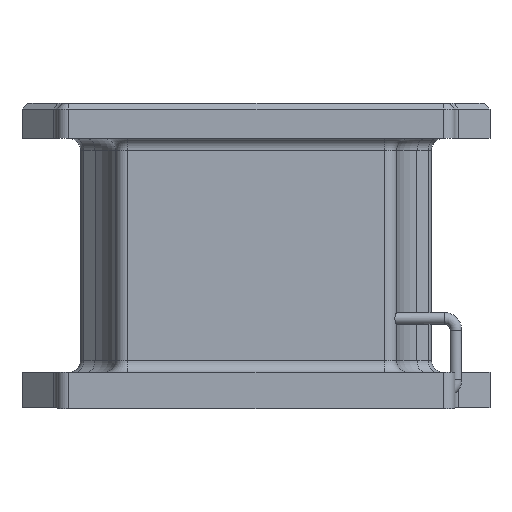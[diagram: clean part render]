
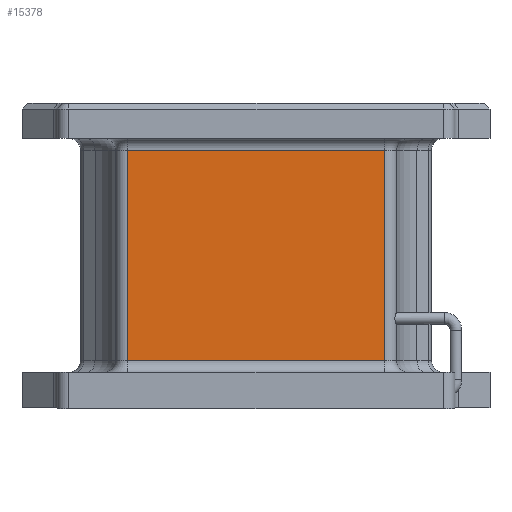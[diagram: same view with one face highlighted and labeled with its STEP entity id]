
A CAD part, front view. The second image highlights one B-rep face of the part: STEP entity #15378.
In plain terms, the highlighted planar face has unit normal (0, -1, 0).
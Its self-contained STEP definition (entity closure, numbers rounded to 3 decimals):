
#606 = LINE ( 'NONE', #5503, #10982 ) ;
#709 = CARTESIAN_POINT ( 'NONE',  ( -1.2, -1.5, 2.602 ) ) ;
#913 = DIRECTION ( 'NONE',  ( 0., 0., -1. ) ) ;
#965 = ORIENTED_EDGE ( 'NONE', *, *, #13530, .T. ) ;
#1111 = VERTEX_POINT ( 'NONE', #10054 ) ;
#2514 = DIRECTION ( 'NONE',  ( 0., 0., 1. ) ) ;
#2519 = VECTOR ( 'NONE', #5573, 1000. ) ;
#2753 = DIRECTION ( 'NONE',  ( 1., 0., 0. ) ) ;
#3427 = VERTEX_POINT ( 'NONE', #17534 ) ;
#3827 = VECTOR ( 'NONE', #913, 1000. ) ;
#4458 = CARTESIAN_POINT ( 'NONE',  ( -1.2, -1.5, 0.4 ) ) ;
#5458 = LINE ( 'NONE', #8892, #2519 ) ;
#5503 = CARTESIAN_POINT ( 'NONE',  ( -1.1, -1.5, 2.2 ) ) ;
#5573 = DIRECTION ( 'NONE',  ( 0., 0., 1. ) ) ;
#5711 = VECTOR ( 'NONE', #2753, 1000. ) ;
#6476 = CARTESIAN_POINT ( 'NONE',  ( 1.1, -1.5, 0.4 ) ) ;
#6729 = ORIENTED_EDGE ( 'NONE', *, *, #11152, .T. ) ;
#6958 = ORIENTED_EDGE ( 'NONE', *, *, #20785, .T. ) ;
#7445 = LINE ( 'NONE', #19299, #3827 ) ;
#8892 = CARTESIAN_POINT ( 'NONE',  ( 1.1, -1.5, 2.602 ) ) ;
#10054 = CARTESIAN_POINT ( 'NONE',  ( -1.1, -1.5, 2.2 ) ) ;
#10982 = VECTOR ( 'NONE', #18659, 1000. ) ;
#11152 = EDGE_CURVE ( 'NONE', #1111, #15639, #7445, .T. ) ;
#11891 = DIRECTION ( 'NONE',  ( 0., 1., 0. ) ) ;
#12181 = EDGE_LOOP ( 'NONE', ( #6958, #12545, #6729, #965 ) ) ;
#12545 = ORIENTED_EDGE ( 'NONE', *, *, #15439, .T. ) ;
#13201 = FACE_OUTER_BOUND ( 'NONE', #12181, .T. ) ;
#13530 = EDGE_CURVE ( 'NONE', #15639, #19073, #15906, .T. ) ;
#15378 = ADVANCED_FACE ( 'NONE', ( #13201 ), #19752, .F. ) ;
#15439 = EDGE_CURVE ( 'NONE', #3427, #1111, #606, .T. ) ;
#15639 = VERTEX_POINT ( 'NONE', #19605 ) ;
#15906 = LINE ( 'NONE', #4458, #5711 ) ;
#17169 = AXIS2_PLACEMENT_3D ( 'NONE', #709, #11891, #2514 ) ;
#17534 = CARTESIAN_POINT ( 'NONE',  ( 1.1, -1.5, 2.2 ) ) ;
#18659 = DIRECTION ( 'NONE',  ( -1., 0., 0. ) ) ;
#19073 = VERTEX_POINT ( 'NONE', #6476 ) ;
#19299 = CARTESIAN_POINT ( 'NONE',  ( -1.1, -1.5, 2.602 ) ) ;
#19605 = CARTESIAN_POINT ( 'NONE',  ( -1.1, -1.5, 0.4 ) ) ;
#19752 = PLANE ( 'NONE',  #17169 ) ;
#20785 = EDGE_CURVE ( 'NONE', #19073, #3427, #5458, .T. ) ;
